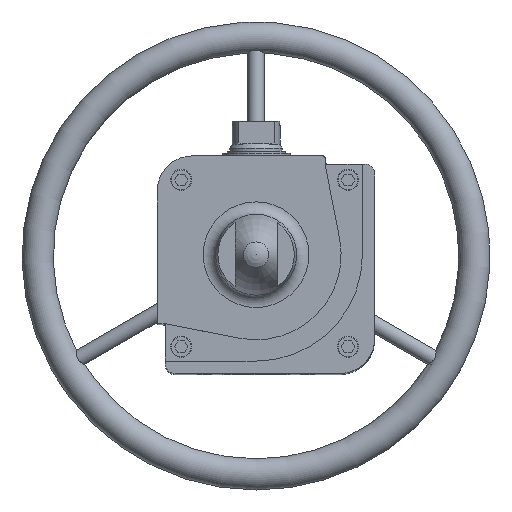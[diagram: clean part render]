
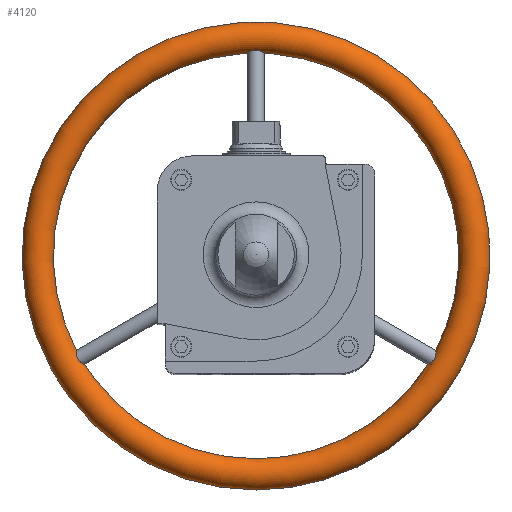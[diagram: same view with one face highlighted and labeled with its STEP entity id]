
A CAD part, top view. The second image highlights one B-rep face of the part: STEP entity #4120.
In plain terms, the highlighted toroidal (fillet/blend) face has major radius 186.65 mm and minor radius 13.35 mm.
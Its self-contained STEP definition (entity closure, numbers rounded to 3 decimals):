
#45=TOROIDAL_SURFACE('',#4493,186.65,13.35);
#85=B_SPLINE_CURVE_WITH_KNOTS('',3,(#6524,#6525,#6526,#6527,#6528,#6529,
#6530,#6531,#6532,#6533,#6534,#6535,#6536,#6537,#6538,#6539,#6540,#6541,
#6542),.UNSPECIFIED.,.T.,.F.,(1,1,1,1,1,1,1,1,1,1,1,1,1,1,1,1,1,1,1,1,1,
1,1),(-0.008,-0.006,-0.003,0.,
0.003,0.006,0.008,0.011,
0.014,0.017,0.02,0.022,
0.025,0.028,0.031,0.034,
0.036,0.039,0.042,0.045,
0.048,0.05,0.053),.UNSPECIFIED.);
#86=B_SPLINE_CURVE_WITH_KNOTS('',3,(#6545,#6546,#6547,#6548,#6549,#6550,
#6551,#6552,#6553,#6554,#6555,#6556,#6557,#6558,#6559,#6560,#6561,#6562,
#6563),.UNSPECIFIED.,.T.,.F.,(1,1,1,1,1,1,1,1,1,1,1,1,1,1,1,1,1,1,1,1,1,
1,1),(-0.008,-0.006,-0.003,0.,
0.003,0.006,0.008,0.011,
0.014,0.017,0.02,0.022,
0.025,0.028,0.031,0.034,
0.036,0.039,0.042,0.045,
0.048,0.05,0.053),.UNSPECIFIED.);
#87=B_SPLINE_CURVE_WITH_KNOTS('',3,(#6566,#6567,#6568,#6569,#6570,#6571,
#6572,#6573,#6574,#6575,#6576,#6577,#6578,#6579,#6580,#6581,#6582,#6583,
#6584),.UNSPECIFIED.,.T.,.F.,(1,1,1,1,1,1,1,1,1,1,1,1,1,1,1,1,1,1,1,1,1,
1,1),(-0.008,-0.006,-0.003,0.,
0.003,0.006,0.008,0.011,
0.014,0.017,0.02,0.022,
0.025,0.028,0.031,0.034,
0.036,0.039,0.042,0.045,
0.048,0.05,0.053),.UNSPECIFIED.);
#1314=ORIENTED_EDGE('',*,*,#2301,.F.);
#1315=ORIENTED_EDGE('',*,*,#2300,.F.);
#1316=ORIENTED_EDGE('',*,*,#2299,.F.);
#2299=EDGE_CURVE('',#2818,#2818,#85,.T.);
#2300=EDGE_CURVE('',#2819,#2819,#86,.T.);
#2301=EDGE_CURVE('',#2820,#2820,#87,.T.);
#2818=VERTEX_POINT('',#6543);
#2819=VERTEX_POINT('',#6564);
#2820=VERTEX_POINT('',#6585);
#3361=EDGE_LOOP('',(#1314));
#3362=EDGE_LOOP('',(#1315));
#3363=EDGE_LOOP('',(#1316));
#3743=FACE_BOUND('',#3361,.T.);
#3744=FACE_BOUND('',#3362,.T.);
#3745=FACE_BOUND('',#3363,.T.);
#4120=ADVANCED_FACE('',(#3743,#3744,#3745),#45,.T.);
#4493=AXIS2_PLACEMENT_3D('',#6586,#5174,#5175);
#5174=DIRECTION('',(0.,0.,-1.));
#5175=DIRECTION('',(-1.,0.,0.));
#6524=CARTESIAN_POINT('',(-6.4,173.246,-402.225));
#6525=CARTESIAN_POINT('',(-4.733,173.876,-404.486));
#6526=CARTESIAN_POINT('',(-2.408,174.575,-405.998));
#6527=CARTESIAN_POINT('',(0.429,174.843,-406.461));
#6528=CARTESIAN_POINT('',(3.168,174.385,-405.638));
#6529=CARTESIAN_POINT('',(5.31,173.661,-403.876));
#6530=CARTESIAN_POINT('',(6.729,173.134,-401.452));
#6531=CARTESIAN_POINT('',(7.186,173.147,-398.612));
#6532=CARTESIAN_POINT('',(6.485,173.823,-395.893));
#6533=CARTESIAN_POINT('',(4.808,174.847,-393.796));
#6534=CARTESIAN_POINT('',(2.424,175.764,-392.488));
#6535=CARTESIAN_POINT('',(-0.417,176.075,-392.116));
#6536=CARTESIAN_POINT('',(-3.176,175.538,-392.778));
#6537=CARTESIAN_POINT('',(-5.375,174.541,-394.327));
#6538=CARTESIAN_POINT('',(-6.8,173.573,-396.624));
#6539=CARTESIAN_POINT('',(-7.172,173.071,-399.452));
#6540=CARTESIAN_POINT('',(-6.4,173.246,-402.225));
#6541=CARTESIAN_POINT('',(-4.733,173.876,-404.486));
#6542=CARTESIAN_POINT('',(-2.408,174.575,-405.998));
#6543=CARTESIAN_POINT('',(-4.623,173.887,-404.361));
#6545=CARTESIAN_POINT('',(148.51,-90.785,-404.813));
#6546=CARTESIAN_POINT('',(147.037,-91.998,-402.681));
#6547=CARTESIAN_POINT('',(146.315,-92.685,-399.981));
#6548=CARTESIAN_POINT('',(146.717,-92.742,-397.127));
#6549=CARTESIAN_POINT('',(148.135,-92.115,-394.7));
#6550=CARTESIAN_POINT('',(150.059,-90.832,-393.006));
#6551=CARTESIAN_POINT('',(151.964,-88.856,-392.165));
#6552=CARTESIAN_POINT('',(153.275,-86.293,-392.338));
#6553=CARTESIAN_POINT('',(153.794,-83.707,-393.485));
#6554=CARTESIAN_POINT('',(153.808,-81.61,-395.434));
#6555=CARTESIAN_POINT('',(153.592,-80.431,-398.054));
#6556=CARTESIAN_POINT('',(153.346,-80.564,-400.931));
#6557=CARTESIAN_POINT('',(153.104,-81.89,-403.469));
#6558=CARTESIAN_POINT('',(152.718,-83.986,-405.363));
#6559=CARTESIAN_POINT('',(151.874,-86.56,-406.401));
#6560=CARTESIAN_POINT('',(150.318,-88.995,-406.179));
#6561=CARTESIAN_POINT('',(148.51,-90.785,-404.813));
#6562=CARTESIAN_POINT('',(147.037,-91.998,-402.681));
#6563=CARTESIAN_POINT('',(146.315,-92.685,-399.981));
#6564=CARTESIAN_POINT('',(147.162,-91.911,-402.586));
#6566=CARTESIAN_POINT('',(-147.99,-91.223,-404.212));
#6567=CARTESIAN_POINT('',(-149.732,-89.64,-405.844));
#6568=CARTESIAN_POINT('',(-151.449,-87.389,-406.477));
#6569=CARTESIAN_POINT('',(-152.517,-84.781,-405.81));
#6570=CARTESIAN_POINT('',(-153.007,-82.49,-404.15));
#6571=CARTESIAN_POINT('',(-153.272,-80.883,-401.806));
#6572=CARTESIAN_POINT('',(-153.509,-80.324,-398.998));
#6573=CARTESIAN_POINT('',(-153.752,-81.098,-396.228));
#6574=CARTESIAN_POINT('',(-153.839,-82.957,-394.031));
#6575=CARTESIAN_POINT('',(-153.518,-85.428,-392.613));
#6576=CARTESIAN_POINT('',(-152.48,-88.064,-392.105));
#6577=CARTESIAN_POINT('',(-150.701,-90.276,-392.633));
#6578=CARTESIAN_POINT('',(-148.72,-91.776,-394.073));
#6579=CARTESIAN_POINT('',(-147.084,-92.613,-396.278));
#6580=CARTESIAN_POINT('',(-146.312,-92.778,-399.056));
#6581=CARTESIAN_POINT('',(-146.704,-92.277,-401.874));
#6582=CARTESIAN_POINT('',(-147.99,-91.223,-404.212));
#6583=CARTESIAN_POINT('',(-149.732,-89.64,-405.844));
#6584=CARTESIAN_POINT('',(-151.449,-87.389,-406.477));
#6585=CARTESIAN_POINT('',(-149.728,-89.529,-405.677));
#6586=CARTESIAN_POINT('',(0.,0.,-400.25));
